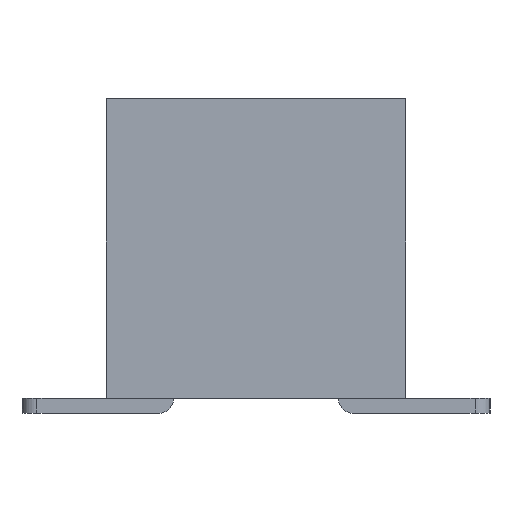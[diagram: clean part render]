
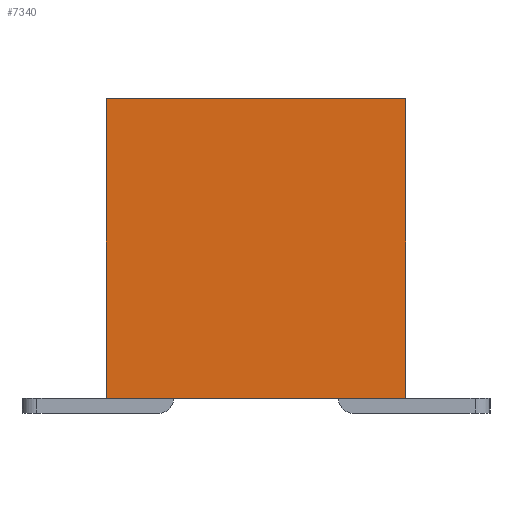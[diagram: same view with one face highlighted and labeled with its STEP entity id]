
A CAD part, left-side view. The second image highlights one B-rep face of the part: STEP entity #7340.
In plain terms, the highlighted planar face has unit normal (-1, 0, 0).
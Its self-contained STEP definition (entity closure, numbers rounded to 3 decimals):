
#442=FACE_OUTER_BOUND('',#832,.T.);
#832=EDGE_LOOP('',(#6366,#6367,#6368,#6369));
#1471=LINE('',#10965,#2375);
#1550=LINE('',#11106,#2454);
#1836=LINE('',#11677,#2740);
#1837=LINE('',#11679,#2741);
#2375=VECTOR('',#8965,10.);
#2454=VECTOR('',#9058,10.);
#2740=VECTOR('',#9640,10.);
#2741=VECTOR('',#9643,10.);
#3198=VERTEX_POINT('',#10962);
#3199=VERTEX_POINT('',#10964);
#3253=VERTEX_POINT('',#11103);
#3254=VERTEX_POINT('',#11105);
#4031=EDGE_CURVE('',#3198,#3199,#1471,.T.);
#4110=EDGE_CURVE('',#3253,#3254,#1550,.T.);
#4396=EDGE_CURVE('',#3198,#3254,#1836,.T.);
#4397=EDGE_CURVE('',#3199,#3253,#1837,.T.);
#6366=ORIENTED_EDGE('',*,*,#4031,.F.);
#6367=ORIENTED_EDGE('',*,*,#4396,.T.);
#6368=ORIENTED_EDGE('',*,*,#4110,.F.);
#6369=ORIENTED_EDGE('',*,*,#4397,.F.);
#6790=PLANE('',#7838);
#7340=ADVANCED_FACE('',(#442),#6790,.T.);
#7838=AXIS2_PLACEMENT_3D('',#11678,#9641,#9642);
#8965=DIRECTION('',(0.,1.,0.));
#9058=DIRECTION('',(0.,-1.,0.));
#9640=DIRECTION('',(0.,0.,1.));
#9641=DIRECTION('center_axis',(-1.,0.,0.));
#9642=DIRECTION('ref_axis',(0.,-1.,0.));
#9643=DIRECTION('',(0.,0.,1.));
#10962=CARTESIAN_POINT('',(-1.,-2.,0.));
#10964=CARTESIAN_POINT('',(-1.,2.,0.));
#10965=CARTESIAN_POINT('',(-1.,-2.,0.));
#11103=CARTESIAN_POINT('',(-1.,2.,4.));
#11105=CARTESIAN_POINT('',(-1.,-2.,4.));
#11106=CARTESIAN_POINT('',(-1.,-2.,4.));
#11677=CARTESIAN_POINT('',(-1.,-2.,0.));
#11678=CARTESIAN_POINT('Origin',(-1.,2.,0.));
#11679=CARTESIAN_POINT('',(-1.,2.,0.));
